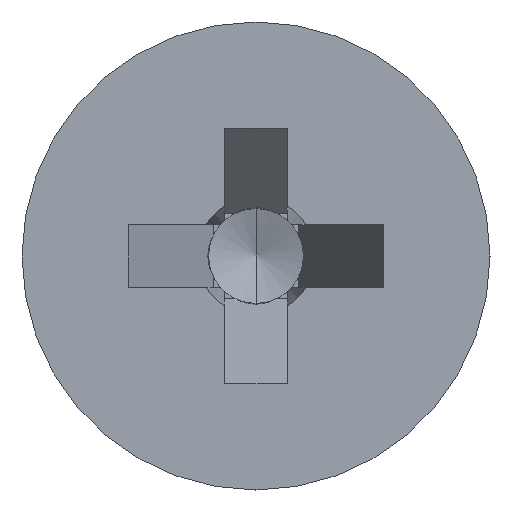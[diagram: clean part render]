
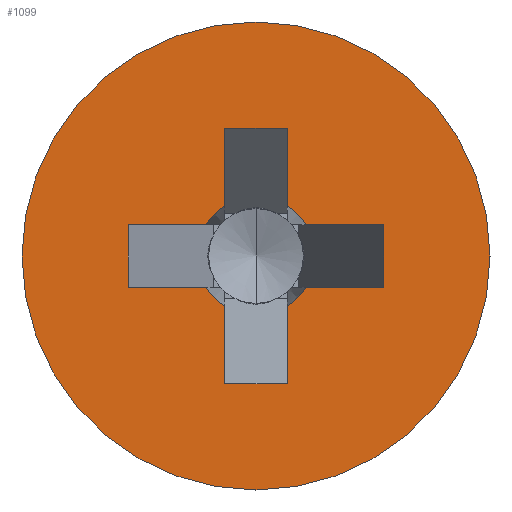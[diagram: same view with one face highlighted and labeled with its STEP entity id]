
A CAD part, left-side view. The second image highlights one B-rep face of the part: STEP entity #1099.
In plain terms, the highlighted planar face has unit normal (-1, 0, 0).
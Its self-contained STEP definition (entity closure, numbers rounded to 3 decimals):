
#1 = CARTESIAN_POINT ( 'NONE',  ( 0., 0., 0. ) ) ;
#2 = FACE_OUTER_BOUND ( 'NONE', #1147, .T. ) ;
#3 = AXIS2_PLACEMENT_3D ( 'NONE', #1, #93, #845 ) ;
#4 = EDGE_CURVE ( 'NONE', #1068, #810, #891, .T. ) ;
#42 = ORIENTED_EDGE ( 'NONE', *, *, #1091, .F. ) ;
#45 = DIRECTION ( 'NONE',  ( 0., 1., 0. ) ) ;
#48 = ORIENTED_EDGE ( 'NONE', *, *, #1128, .T. ) ;
#49 = CIRCLE ( 'NONE', #198, 0.697 ) ;
#58 = DIRECTION ( 'NONE',  ( 0., -1., 0. ) ) ;
#63 = CARTESIAN_POINT ( 'NONE',  ( 0., -0.37, -1.5 ) ) ;
#71 = EDGE_CURVE ( 'NONE', #405, #1083, #600, .T. ) ;
#93 = DIRECTION ( 'NONE',  ( -1., 0., 0. ) ) ;
#148 = CARTESIAN_POINT ( 'NONE',  ( 0., 0.59, 0.37 ) ) ;
#150 = VECTOR ( 'NONE', #288, 1000. ) ;
#152 = VECTOR ( 'NONE', #402, 1000. ) ;
#156 = DIRECTION ( 'NONE',  ( 0., 0., -1. ) ) ;
#164 = CARTESIAN_POINT ( 'NONE',  ( 0., -1.5, 0.37 ) ) ;
#181 = EDGE_CURVE ( 'NONE', #586, #700, #588, .T. ) ;
#187 = DIRECTION ( 'NONE',  ( 0., 0., 1. ) ) ;
#192 = LINE ( 'NONE', #1031, #677 ) ;
#198 = AXIS2_PLACEMENT_3D ( 'NONE', #557, #1135, #187 ) ;
#207 = LINE ( 'NONE', #951, #152 ) ;
#221 = DIRECTION ( 'NONE',  ( 0., 0., -1. ) ) ;
#224 = VERTEX_POINT ( 'NONE', #722 ) ;
#238 = LINE ( 'NONE', #63, #883 ) ;
#239 = DIRECTION ( 'NONE',  ( 0., 0., 1. ) ) ;
#240 = VECTOR ( 'NONE', #684, 1000. ) ;
#244 = CARTESIAN_POINT ( 'NONE',  ( 0., -0.37, -0.59 ) ) ;
#248 = ORIENTED_EDGE ( 'NONE', *, *, #4, .T. ) ;
#266 = VERTEX_POINT ( 'NONE', #244 ) ;
#286 = VERTEX_POINT ( 'NONE', #1088 ) ;
#287 = CARTESIAN_POINT ( 'NONE',  ( 0., -1.5, 0.37 ) ) ;
#288 = DIRECTION ( 'NONE',  ( 0., 0., 1. ) ) ;
#293 = DIRECTION ( 'NONE',  ( 0., 0., 1. ) ) ;
#302 = CARTESIAN_POINT ( 'NONE',  ( 0., -1.5, -0.37 ) ) ;
#303 = CARTESIAN_POINT ( 'NONE',  ( 0., 1.5, -0.37 ) ) ;
#316 = DIRECTION ( 'NONE',  ( 0., 0., 1. ) ) ;
#318 = ORIENTED_EDGE ( 'NONE', *, *, #996, .T. ) ;
#320 = CARTESIAN_POINT ( 'NONE',  ( 0., 0.37, 1.5 ) ) ;
#327 = EDGE_CURVE ( 'NONE', #592, #286, #238, .T. ) ;
#347 = ORIENTED_EDGE ( 'NONE', *, *, #327, .T. ) ;
#356 = VECTOR ( 'NONE', #1048, 1000. ) ;
#397 = VECTOR ( 'NONE', #156, 1000. ) ;
#400 = ORIENTED_EDGE ( 'NONE', *, *, #71, .T. ) ;
#402 = DIRECTION ( 'NONE',  ( 0., 0., 1. ) ) ;
#403 = CARTESIAN_POINT ( 'NONE',  ( 0., 0., 0. ) ) ;
#405 = VERTEX_POINT ( 'NONE', #562 ) ;
#410 = CARTESIAN_POINT ( 'NONE',  ( 0., 0., -2.75 ) ) ;
#428 = CARTESIAN_POINT ( 'NONE',  ( 0., -1.5, -0.37 ) ) ;
#431 = CARTESIAN_POINT ( 'NONE',  ( 0., 0.37, 1.5 ) ) ;
#437 = EDGE_CURVE ( 'NONE', #798, #224, #1077, .T. ) ;
#449 = VERTEX_POINT ( 'NONE', #287 ) ;
#459 = FACE_BOUND ( 'NONE', #1160, .T. ) ;
#460 = CARTESIAN_POINT ( 'NONE',  ( 0., -0.37, 0.59 ) ) ;
#483 = CARTESIAN_POINT ( 'NONE',  ( 0., 0.37, -1.5 ) ) ;
#490 = CARTESIAN_POINT ( 'NONE',  ( 0., 1.5, 0.37 ) ) ;
#496 = CIRCLE ( 'NONE', #814, 0.697 ) ;
#514 = CARTESIAN_POINT ( 'NONE',  ( 0., -0.59, 0.37 ) ) ;
#522 = ORIENTED_EDGE ( 'NONE', *, *, #1175, .T. ) ;
#524 = AXIS2_PLACEMENT_3D ( 'NONE', #539, #535, #905 ) ;
#535 = DIRECTION ( 'NONE',  ( -1., 0., 0. ) ) ;
#539 = CARTESIAN_POINT ( 'NONE',  ( 0., 0., 0. ) ) ;
#557 = CARTESIAN_POINT ( 'NONE',  ( 0., 0., 0. ) ) ;
#562 = CARTESIAN_POINT ( 'NONE',  ( 0., -1.5, -0.37 ) ) ;
#573 = DIRECTION ( 'NONE',  ( 0., -1., 0. ) ) ;
#577 = VECTOR ( 'NONE', #221, 1000. ) ;
#586 = VERTEX_POINT ( 'NONE', #1138 ) ;
#588 = LINE ( 'NONE', #302, #356 ) ;
#592 = VERTEX_POINT ( 'NONE', #766 ) ;
#600 = LINE ( 'NONE', #428, #1082 ) ;
#625 = DIRECTION ( 'NONE',  ( -1., 0., 0. ) ) ;
#632 = ORIENTED_EDGE ( 'NONE', *, *, #902, .T. ) ;
#641 = VERTEX_POINT ( 'NONE', #460 ) ;
#649 = ORIENTED_EDGE ( 'NONE', *, *, #181, .T. ) ;
#672 = DIRECTION ( 'NONE',  ( -1., 0., 0. ) ) ;
#677 = VECTOR ( 'NONE', #573, 1000. ) ;
#684 = DIRECTION ( 'NONE',  ( 0., 0., 1. ) ) ;
#700 = VERTEX_POINT ( 'NONE', #303 ) ;
#722 = CARTESIAN_POINT ( 'NONE',  ( 0., 0., 2.75 ) ) ;
#739 = AXIS2_PLACEMENT_3D ( 'NONE', #403, #781, #970 ) ;
#753 = ORIENTED_EDGE ( 'NONE', *, *, #777, .T. ) ;
#757 = VERTEX_POINT ( 'NONE', #514 ) ;
#765 = CARTESIAN_POINT ( 'NONE',  ( 0., -0.59, -0.37 ) ) ;
#766 = CARTESIAN_POINT ( 'NONE',  ( 0., -0.37, -1.5 ) ) ;
#777 = EDGE_CURVE ( 'NONE', #286, #987, #964, .T. ) ;
#779 = ORIENTED_EDGE ( 'NONE', *, *, #437, .T. ) ;
#781 = DIRECTION ( 'NONE',  ( -1., 0., 0. ) ) ;
#784 = ORIENTED_EDGE ( 'NONE', *, *, #815, .F. ) ;
#791 = VERTEX_POINT ( 'NONE', #953 ) ;
#794 = CIRCLE ( 'NONE', #524, 0.697 ) ;
#798 = VERTEX_POINT ( 'NONE', #410 ) ;
#810 = VERTEX_POINT ( 'NONE', #962 ) ;
#814 = AXIS2_PLACEMENT_3D ( 'NONE', #1005, #625, #239 ) ;
#815 = EDGE_CURVE ( 'NONE', #965, #897, #1011, .T. ) ;
#823 = CARTESIAN_POINT ( 'NONE',  ( 0., 0.37, -0.59 ) ) ;
#837 = EDGE_CURVE ( 'NONE', #791, #897, #1058, .T. ) ;
#842 = LINE ( 'NONE', #947, #150 ) ;
#845 = DIRECTION ( 'NONE',  ( 0., 0., 1. ) ) ;
#847 = EDGE_CURVE ( 'NONE', #224, #798, #892, .T. ) ;
#867 = LINE ( 'NONE', #1163, #577 ) ;
#883 = VECTOR ( 'NONE', #45, 1000. ) ;
#891 = LINE ( 'NONE', #320, #981 ) ;
#892 = CIRCLE ( 'NONE', #1167, 2.75 ) ;
#897 = VERTEX_POINT ( 'NONE', #148 ) ;
#902 = EDGE_CURVE ( 'NONE', #266, #592, #867, .T. ) ;
#905 = DIRECTION ( 'NONE',  ( 0., 0., 1. ) ) ;
#914 = CARTESIAN_POINT ( 'NONE',  ( 0., -0.37, 1.5 ) ) ;
#933 = EDGE_CURVE ( 'NONE', #266, #1083, #794, .T. ) ;
#940 = PLANE ( 'NONE',  #967 ) ;
#943 = VECTOR ( 'NONE', #1080, 1000. ) ;
#947 = CARTESIAN_POINT ( 'NONE',  ( 0., 1.5, -0.37 ) ) ;
#951 = CARTESIAN_POINT ( 'NONE',  ( 0., 0.37, -1.5 ) ) ;
#953 = CARTESIAN_POINT ( 'NONE',  ( 0., 1.5, 0.37 ) ) ;
#962 = CARTESIAN_POINT ( 'NONE',  ( 0., -0.37, 1.5 ) ) ;
#963 = EDGE_CURVE ( 'NONE', #757, #641, #496, .T. ) ;
#964 = LINE ( 'NONE', #483, #240 ) ;
#965 = VERTEX_POINT ( 'NONE', #1190 ) ;
#967 = AXIS2_PLACEMENT_3D ( 'NONE', #1035, #672, #293 ) ;
#970 = DIRECTION ( 'NONE',  ( 0., 0., 1. ) ) ;
#979 = ORIENTED_EDGE ( 'NONE', *, *, #933, .F. ) ;
#981 = VECTOR ( 'NONE', #58, 1000. ) ;
#987 = VERTEX_POINT ( 'NONE', #823 ) ;
#989 = ORIENTED_EDGE ( 'NONE', *, *, #847, .T. ) ;
#994 = DIRECTION ( 'NONE',  ( 0., 0., -1. ) ) ;
#996 = EDGE_CURVE ( 'NONE', #449, #405, #1185, .T. ) ;
#1005 = CARTESIAN_POINT ( 'NONE',  ( 0., 0., 0. ) ) ;
#1011 = CIRCLE ( 'NONE', #739, 0.697 ) ;
#1016 = LINE ( 'NONE', #914, #1086 ) ;
#1029 = EDGE_CURVE ( 'NONE', #810, #641, #1016, .T. ) ;
#1031 = CARTESIAN_POINT ( 'NONE',  ( 0., 1.5, 0.37 ) ) ;
#1035 = CARTESIAN_POINT ( 'NONE',  ( 0., 0., 0. ) ) ;
#1048 = DIRECTION ( 'NONE',  ( 0., 1., 0. ) ) ;
#1052 = DIRECTION ( 'NONE',  ( -1., 0., 0. ) ) ;
#1058 = LINE ( 'NONE', #490, #943 ) ;
#1060 = ORIENTED_EDGE ( 'NONE', *, *, #1029, .T. ) ;
#1068 = VERTEX_POINT ( 'NONE', #431 ) ;
#1077 = CIRCLE ( 'NONE', #3, 2.75 ) ;
#1080 = DIRECTION ( 'NONE',  ( 0., -1., 0. ) ) ;
#1082 = VECTOR ( 'NONE', #1084, 1000. ) ;
#1083 = VERTEX_POINT ( 'NONE', #765 ) ;
#1084 = DIRECTION ( 'NONE',  ( 0., 1., 0. ) ) ;
#1086 = VECTOR ( 'NONE', #994, 1000. ) ;
#1088 = CARTESIAN_POINT ( 'NONE',  ( 0., 0.37, -1.5 ) ) ;
#1091 = EDGE_CURVE ( 'NONE', #586, #987, #49, .T. ) ;
#1099 = ADVANCED_FACE ( 'NONE', ( #2, #459 ), #940, .T. ) ;
#1102 = ORIENTED_EDGE ( 'NONE', *, *, #1187, .T. ) ;
#1128 = EDGE_CURVE ( 'NONE', #700, #791, #842, .T. ) ;
#1135 = DIRECTION ( 'NONE',  ( -1., 0., 0. ) ) ;
#1138 = CARTESIAN_POINT ( 'NONE',  ( 0., 0.59, -0.37 ) ) ;
#1139 = ORIENTED_EDGE ( 'NONE', *, *, #837, .T. ) ;
#1147 = EDGE_LOOP ( 'NONE', ( #989, #779 ) ) ;
#1148 = CARTESIAN_POINT ( 'NONE',  ( 0., 0., 0. ) ) ;
#1160 = EDGE_LOOP ( 'NONE', ( #1060, #1177, #522, #318, #400, #979, #632, #347, #753, #42, #649, #48, #1139, #784, #1102, #248 ) ) ;
#1163 = CARTESIAN_POINT ( 'NONE',  ( 0., -0.37, 1.5 ) ) ;
#1167 = AXIS2_PLACEMENT_3D ( 'NONE', #1148, #1052, #316 ) ;
#1175 = EDGE_CURVE ( 'NONE', #757, #449, #192, .T. ) ;
#1177 = ORIENTED_EDGE ( 'NONE', *, *, #963, .F. ) ;
#1185 = LINE ( 'NONE', #164, #397 ) ;
#1187 = EDGE_CURVE ( 'NONE', #965, #1068, #207, .T. ) ;
#1190 = CARTESIAN_POINT ( 'NONE',  ( 0., 0.37, 0.59 ) ) ;
